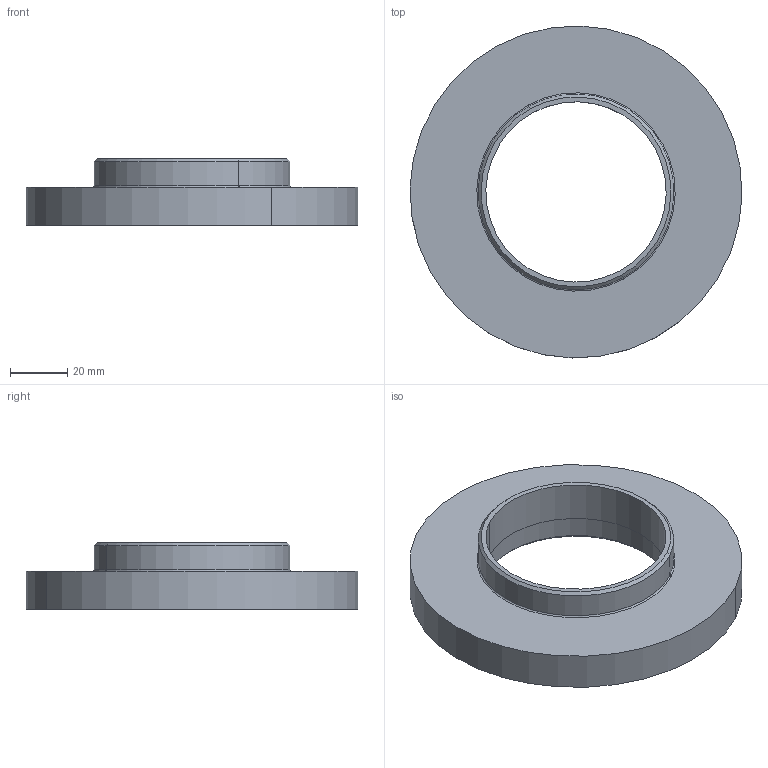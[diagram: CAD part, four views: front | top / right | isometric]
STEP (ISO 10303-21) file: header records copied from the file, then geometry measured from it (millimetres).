
FILE_DESCRIPTION(('CATIA V5 STEP Exchange'),'2;1');
FILE_NAME('Entretoise_disque.stp','2018-03-29T09:12:30+00:00',('none'),('none'),'Version 5-6 Release 2012','CATIA V5 STEP AP203','none');
FILE_SCHEMA(('CONFIG_CONTROL_DESIGN'));
Length unit declared in the file: millimetre
Products named in the file (1): Entretoise_Disque
Bounding box: 115.97 x 115.97 x 23.3 mm (x, y, z)
Volume: 102557.4 mm3; surface area: 26271.5 mm2
Topology: 1 solids, 1 shells, 18 faces, 36 edges, 22 vertices
Faces by surface type: cylinder 8, plane 4, cone 4, torus 2
Entity records: 478 total; most frequent: CARTESIAN_POINT 73, ORIENTED_EDGE 72, DIRECTION 64, AXIS2_PLACEMENT_3D 39, EDGE_CURVE 36, CIRCLE 24, EDGE_LOOP 22, VERTEX_POINT 22
